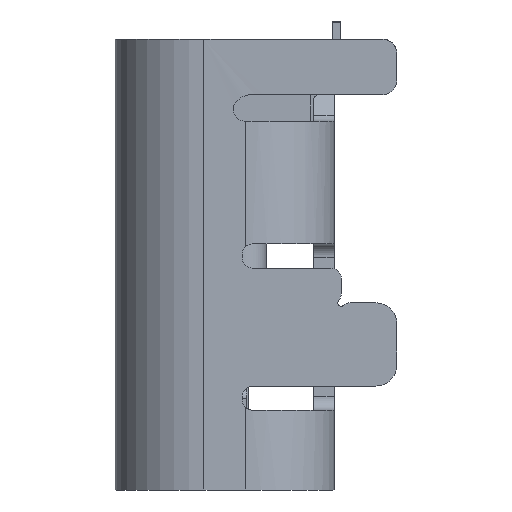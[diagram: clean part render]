
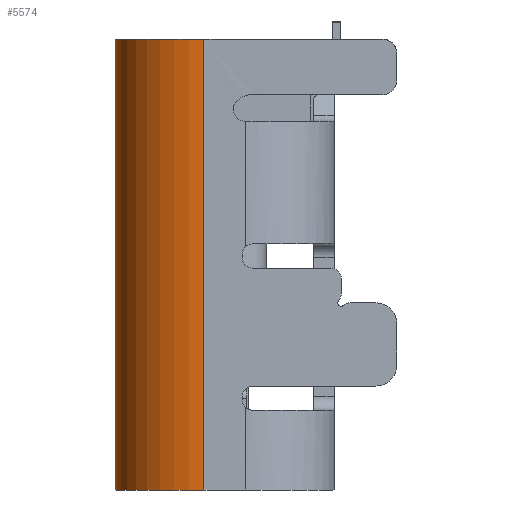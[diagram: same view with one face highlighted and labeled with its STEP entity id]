
A CAD part, left-side view. The second image highlights one B-rep face of the part: STEP entity #5574.
In plain terms, the highlighted cylindrical face has radius 1.28 mm (diameter 2.56 mm), a partial arc.
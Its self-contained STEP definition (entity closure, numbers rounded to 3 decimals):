
#372 = CARTESIAN_POINT ( 'NONE',  ( -3.19, 1.673, -3.375 ) ) ;
#517 = EDGE_CURVE ( 'NONE', #11677, #24802, #1548, .T. ) ;
#651 = VECTOR ( 'NONE', #11934, 1000. ) ;
#901 = EDGE_CURVE ( 'NONE', #11677, #22547, #23257, .T. ) ;
#1548 = CIRCLE ( 'NONE', #17914, 1.28 ) ;
#2373 = LINE ( 'NONE', #9722, #651 ) ;
#3575 = FACE_OUTER_BOUND ( 'NONE', #25713, .T. ) ;
#3620 = EDGE_CURVE ( 'NONE', #15227, #22547, #5154, .T. ) ;
#3951 = DIRECTION ( 'NONE',  ( 0., 0., 1. ) ) ;
#4771 = DIRECTION ( 'NONE',  ( 0., 0., -1. ) ) ;
#4780 = DIRECTION ( 'NONE',  ( 0., 0., -1. ) ) ;
#5154 = CIRCLE ( 'NONE', #18099, 1.28 ) ;
#5574 = ADVANCED_FACE ( 'NONE', ( #3575 ), #13137, .T. ) ;
#5827 = CARTESIAN_POINT ( 'NONE',  ( -3.19, 1.673, 3.125 ) ) ;
#6012 = ORIENTED_EDGE ( 'NONE', *, *, #27608, .T. ) ;
#9097 = DIRECTION ( 'NONE',  ( -1., 0., 0. ) ) ;
#9722 = CARTESIAN_POINT ( 'NONE',  ( -4.47, 0.393, -3.375 ) ) ;
#10218 = ORIENTED_EDGE ( 'NONE', *, *, #901, .T. ) ;
#10445 = CARTESIAN_POINT ( 'NONE',  ( -4.47, 0.393, 3.125 ) ) ;
#11677 = VERTEX_POINT ( 'NONE', #5827 ) ;
#11929 = AXIS2_PLACEMENT_3D ( 'NONE', #20351, #27090, #24709 ) ;
#11934 = DIRECTION ( 'NONE',  ( 0., 0., 1. ) ) ;
#13137 = CYLINDRICAL_SURFACE ( 'NONE', #11929, 1.28 ) ;
#15212 = VECTOR ( 'NONE', #4771, 1000. ) ;
#15227 = VERTEX_POINT ( 'NONE', #15365 ) ;
#15365 = CARTESIAN_POINT ( 'NONE',  ( -4.47, 0.393, -3.375 ) ) ;
#17914 = AXIS2_PLACEMENT_3D ( 'NONE', #23449, #3951, #27848 ) ;
#18036 = CARTESIAN_POINT ( 'NONE',  ( -3.19, 0.393, -3.375 ) ) ;
#18099 = AXIS2_PLACEMENT_3D ( 'NONE', #18036, #4780, #9097 ) ;
#20008 = CARTESIAN_POINT ( 'NONE',  ( -3.19, 1.673, 3.125 ) ) ;
#20351 = CARTESIAN_POINT ( 'NONE',  ( -3.19, 0.393, -1.875 ) ) ;
#22547 = VERTEX_POINT ( 'NONE', #372 ) ;
#23257 = LINE ( 'NONE', #20008, #15212 ) ;
#23449 = CARTESIAN_POINT ( 'NONE',  ( -3.19, 0.393, 3.125 ) ) ;
#24148 = ORIENTED_EDGE ( 'NONE', *, *, #517, .F. ) ;
#24709 = DIRECTION ( 'NONE',  ( -1., 0., 0. ) ) ;
#24802 = VERTEX_POINT ( 'NONE', #10445 ) ;
#25713 = EDGE_LOOP ( 'NONE', ( #10218, #27687, #6012, #24148 ) ) ;
#27090 = DIRECTION ( 'NONE',  ( 0., 0., -1. ) ) ;
#27608 = EDGE_CURVE ( 'NONE', #15227, #24802, #2373, .T. ) ;
#27687 = ORIENTED_EDGE ( 'NONE', *, *, #3620, .F. ) ;
#27848 = DIRECTION ( 'NONE',  ( 0., 1., 0. ) ) ;
